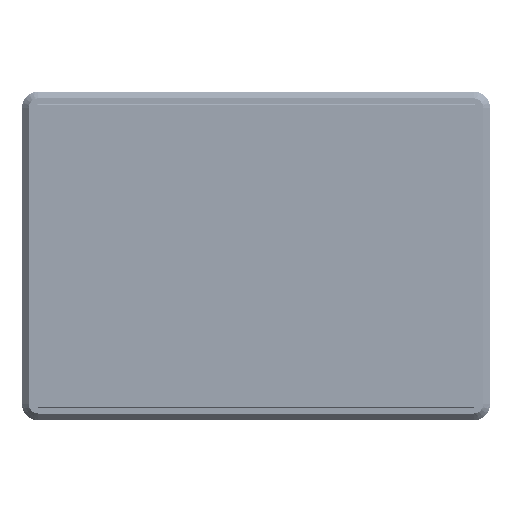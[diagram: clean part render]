
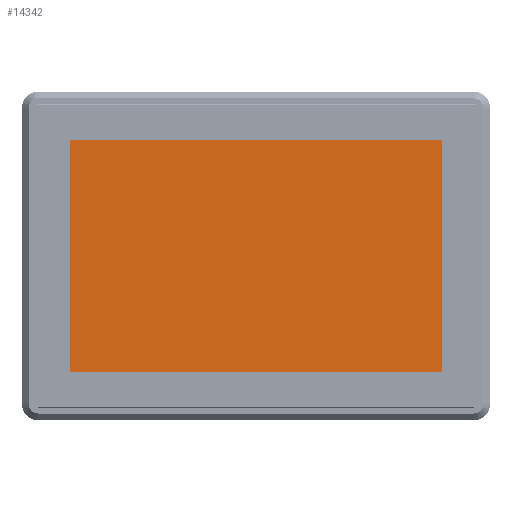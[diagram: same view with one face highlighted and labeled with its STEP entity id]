
A CAD part, top view. The second image highlights one B-rep face of the part: STEP entity #14342.
In plain terms, the highlighted planar face has unit normal (0, 0, 1).
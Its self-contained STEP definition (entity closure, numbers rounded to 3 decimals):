
#14222=CARTESIAN_POINT('',(-108.48,-67.8,1.999));
#14223=VERTEX_POINT('',#14222);
#14230=CARTESIAN_POINT('',(-108.48,67.8,1.999));
#14231=VERTEX_POINT('',#14230);
#14232=CARTESIAN_POINT('',(-108.48,-67.8,1.999));
#14233=DIRECTION('',(0.,1.0,0.));
#14234=VECTOR('',#14233,135.6);
#14235=LINE('',#14232,#14234);
#14236=EDGE_CURVE('',#14223,#14231,#14235,.T.);
#14260=CARTESIAN_POINT('',(108.48,-67.8,1.999));
#14261=VERTEX_POINT('',#14260);
#14268=CARTESIAN_POINT('',(108.48,-67.8,1.999));
#14269=DIRECTION('',(-1.0,0.,0.));
#14270=VECTOR('',#14269,216.96);
#14271=LINE('',#14268,#14270);
#14272=EDGE_CURVE('',#14261,#14223,#14271,.T.);
#14291=CARTESIAN_POINT('',(108.48,67.8,1.999));
#14292=VERTEX_POINT('',#14291);
#14299=CARTESIAN_POINT('',(108.48,67.8,1.999));
#14300=DIRECTION('',(0.,-1.0,0.));
#14301=VECTOR('',#14300,135.6);
#14302=LINE('',#14299,#14301);
#14303=EDGE_CURVE('',#14292,#14261,#14302,.T.);
#14321=CARTESIAN_POINT('',(-108.48,67.8,1.999));
#14322=DIRECTION('',(1.0,0.,0.));
#14323=VECTOR('',#14322,216.96);
#14324=LINE('',#14321,#14323);
#14325=EDGE_CURVE('',#14231,#14292,#14324,.T.);
#14331=CARTESIAN_POINT('',(0.,0.,1.999));
#14332=DIRECTION('',(0.0,0.0,1.0));
#14333=DIRECTION('',(1.0,0.0,0.0));
#14334=AXIS2_PLACEMENT_3D('',#14331,#14332,#14333);
#14335=PLANE('',#14334);
#14336=ORIENTED_EDGE('',*,*,#14325,.F.);
#14337=ORIENTED_EDGE('',*,*,#14236,.F.);
#14338=ORIENTED_EDGE('',*,*,#14272,.F.);
#14339=ORIENTED_EDGE('',*,*,#14303,.F.);
#14340=EDGE_LOOP('',(#14336,#14337,#14338,#14339));
#14341=FACE_OUTER_BOUND('',#14340,.T.);
#14342=ADVANCED_FACE('',(#14341),#14335,.T.);
